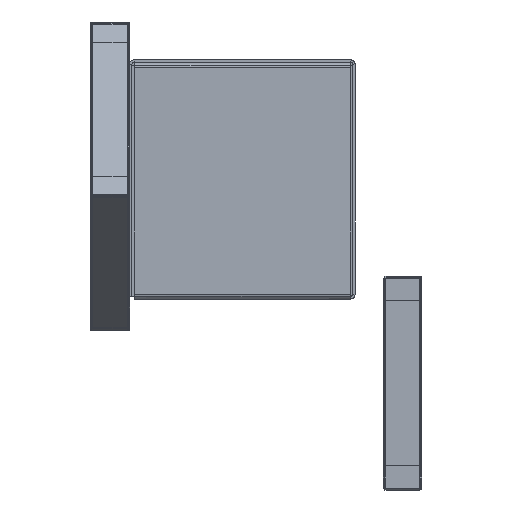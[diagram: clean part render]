
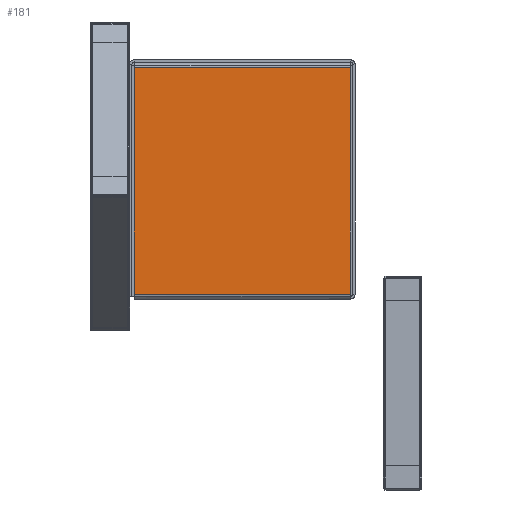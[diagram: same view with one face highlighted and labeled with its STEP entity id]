
A CAD part, left-side view. The second image highlights one B-rep face of the part: STEP entity #181.
In plain terms, the highlighted free-form (B-spline) face has degree [1, 1] with [2, 2] control points.
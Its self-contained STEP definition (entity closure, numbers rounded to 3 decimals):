
#116 = VERTEX_POINT('',#117);
#117 = CARTESIAN_POINT('',(-79.094,2.903,66.468
    ));
#122 = EDGE_CURVE('',#123,#116,#125,.T.);
#123 = VERTEX_POINT('',#124);
#124 = CARTESIAN_POINT('',(-79.094,2.903,
    -68.209));
#125 = B_SPLINE_CURVE_WITH_KNOTS('',1,(#126,#127),.UNSPECIFIED.,.F.,.F.,
  (2,2),(-47.,45.8),.PIECEWISE_BEZIER_KNOTS.);
#126 = CARTESIAN_POINT('',(-79.094,2.903,
    -68.209));
#127 = CARTESIAN_POINT('',(-79.094,2.903,66.468
    ));
#152 = VERTEX_POINT('',#153);
#153 = CARTESIAN_POINT('',(-79.094,131.339,
    66.468));
#166 = VERTEX_POINT('',#167);
#167 = CARTESIAN_POINT('',(-79.094,131.339,
    -68.209));
#172 = EDGE_CURVE('',#152,#166,#173,.T.);
#173 = B_SPLINE_CURVE_WITH_KNOTS('',1,(#174,#175),.UNSPECIFIED.,.F.,.F.,
  (2,2),(-45.8,47.),.PIECEWISE_BEZIER_KNOTS.);
#174 = CARTESIAN_POINT('',(-79.094,131.339,
    66.468));
#175 = CARTESIAN_POINT('',(-79.094,131.339,
    -68.209));
#181 = ADVANCED_FACE('',(#182),#196,.F.);
#182 = FACE_BOUND('',#183,.T.);
#183 = EDGE_LOOP('',(#184,#189,#190,#195));
#184 = ORIENTED_EDGE('',*,*,#185,.T.);
#185 = EDGE_CURVE('',#116,#152,#186,.T.);
#186 = B_SPLINE_CURVE_WITH_KNOTS('',1,(#187,#188),.UNSPECIFIED.,.F.,.F.,
  (2,2),(0.,88.5),.PIECEWISE_BEZIER_KNOTS.);
#187 = CARTESIAN_POINT('',(-79.094,2.903,66.468
    ));
#188 = CARTESIAN_POINT('',(-79.094,131.339,
    66.468));
#189 = ORIENTED_EDGE('',*,*,#172,.T.);
#190 = ORIENTED_EDGE('',*,*,#191,.F.);
#191 = EDGE_CURVE('',#123,#166,#192,.T.);
#192 = B_SPLINE_CURVE_WITH_KNOTS('',1,(#193,#194),.UNSPECIFIED.,.F.,.F.,
  (2,2),(-88.5,0.),.PIECEWISE_BEZIER_KNOTS.);
#193 = CARTESIAN_POINT('',(-79.094,2.903,
    -68.209));
#194 = CARTESIAN_POINT('',(-79.094,131.339,
    -68.209));
#195 = ORIENTED_EDGE('',*,*,#122,.T.);
#196 = B_SPLINE_SURFACE_WITH_KNOTS('',1,1,(
    (#197,#198)
    ,(#199,#200
    )),.UNSPECIFIED.,.F.,.F.,.F.,(2,2),(2,2),(-45.8,47.),(2.,90.5),
  .PIECEWISE_BEZIER_KNOTS.);
#197 = CARTESIAN_POINT('',(-79.094,2.903,
    66.468));
#198 = CARTESIAN_POINT('',(-79.094,131.339,
    66.468));
#199 = CARTESIAN_POINT('',(-79.094,2.903,
    -68.209));
#200 = CARTESIAN_POINT('',(-79.094,131.339,
    -68.209));
